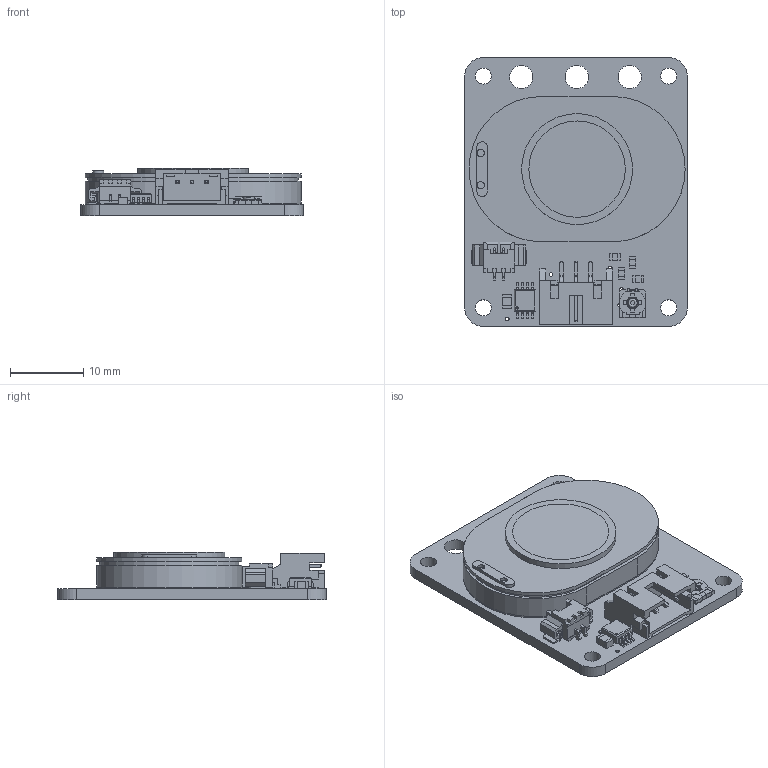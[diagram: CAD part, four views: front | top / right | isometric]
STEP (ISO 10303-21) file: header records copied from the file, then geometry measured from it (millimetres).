
FILE_DESCRIPTION(/* description */ (''),/* implementation_level */ '2;1');
FILE_NAME(/* name */ 'STEMMA Speaker rev A.step',/* time_stamp */ '2019-09-18T17:25:20-04:00',/* author */ (''),/* organization */ (''),/* preprocessor_version */ 'ST-DEVELOPER v18',/* originating_system */ 'Autodesk Translation Framework v8.6.0.1094',/* authorisation */ '');
FILE_SCHEMA (('AUTOMOTIVE_DESIGN { 1 0 10303 214 3 1 1 }'));
Length unit declared in the file: millimetre
Products named in the file (10): STEMMA Speaker rev A; PCB Component; Board; PAM8302AASCR; 100; 10uF; 10K trim; CON_MOLEX_2P; SPEAKER_OVAL8OHM; JST PH 3
Assembly tree (12 placements, depth 3):
  STEMMA Speaker rev A
    PCB Component
      Board
      PAM8302AASCR
      100  x4
      10uF
      10K trim
      CON_MOLEX_2P
      SPEAKER_OVAL8OHM
      JST PH 3
Bounding box: 30.48 x 36.83 x 6.57 mm (x, y, z)
Volume: 3978.8 mm3; surface area: 7134.6 mm2
Topology: 20 solids, 20 shells, 698 faces, 1919 edges, 1259 vertices
Faces by surface type: plane 569, cylinder 117, torus 12
Full cylindrical faces by diameter (mm): 0.3 x1, 0.5 x9, 0.635 x1, 1 x2, 1.5 x1, 1.6 x1, 2.2 x4, 3.2 x3, 13.2 x2, 15.2 x2
Entity records: 21411 total; most frequent: CARTESIAN_POINT 3748, ORIENTED_EDGE 3622, DIRECTION 3446, EDGE_CURVE 1811, LINE 1516, VECTOR 1516, VERTEX_POINT 1187, AXIS2_PLACEMENT_3D 965
